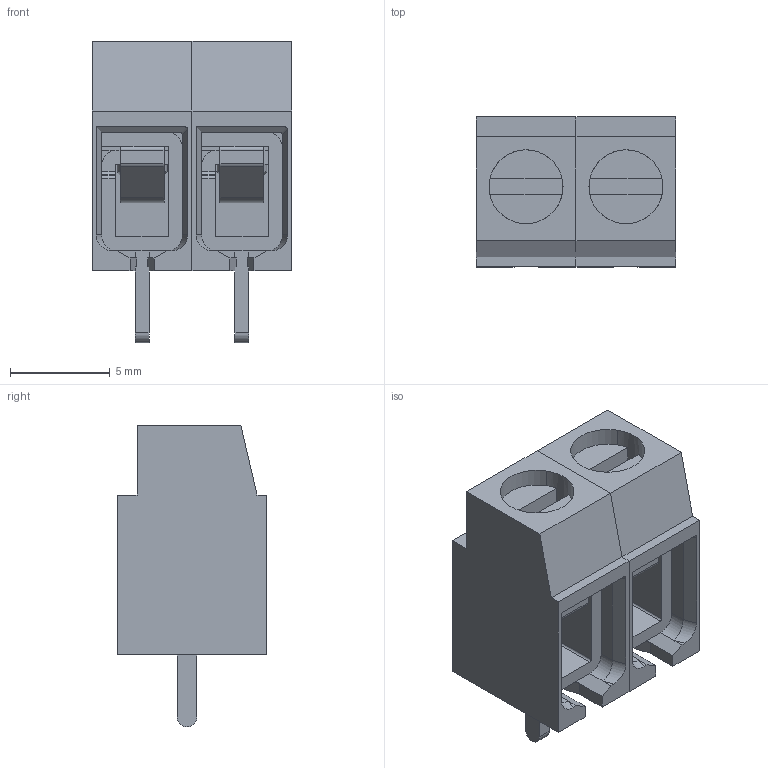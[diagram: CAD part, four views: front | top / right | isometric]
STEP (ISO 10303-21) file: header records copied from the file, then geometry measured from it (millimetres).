
FILE_DESCRIPTION(('FreeCAD Model'),'2;1');
FILE_NAME('Open CASCADE Shape Model','2022-07-17T20:49:03',('Author'),( ''),'Open CASCADE STEP processor 7.5','FreeCAD','Unknown');
FILE_SCHEMA(('AUTOMOTIVE_DESIGN { 1 0 10303 214 1 1 1 1 }'));
Length unit declared in the file: millimetre
Products named in the file (3): 691137710002_1; SOLID; SOLID001
Assembly tree (2 placements, depth 2):
  691137710002_1
    SOLID
    SOLID001
Bounding box: 10 x 7.5 x 15.1 mm (x, y, z)
Volume: 611.7 mm3; surface area: 1060.5 mm2
Topology: 2 solids, 2 shells, 204 faces, 568 edges, 372 vertices
Faces by surface type: plane 150, cylinder 50, cone 4
Entity records: 8564 total; most frequent: CARTESIAN_POINT 1761, ORIENTED_EDGE 1136, DIRECTION 1074, EDGE_CURVE 568, LINE 452, VECTOR 452, VERTEX_POINT 372, AXIS2_PLACEMENT_3D 311
